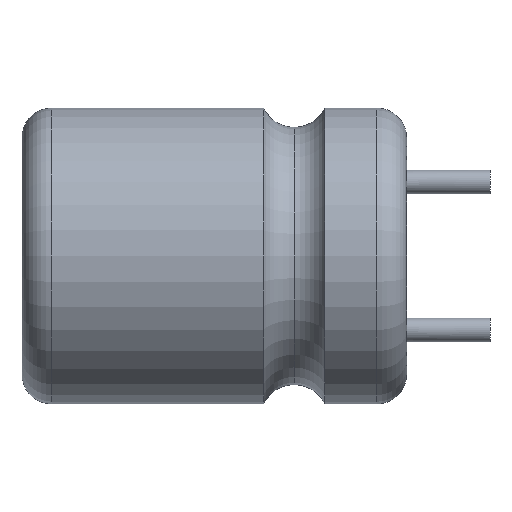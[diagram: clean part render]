
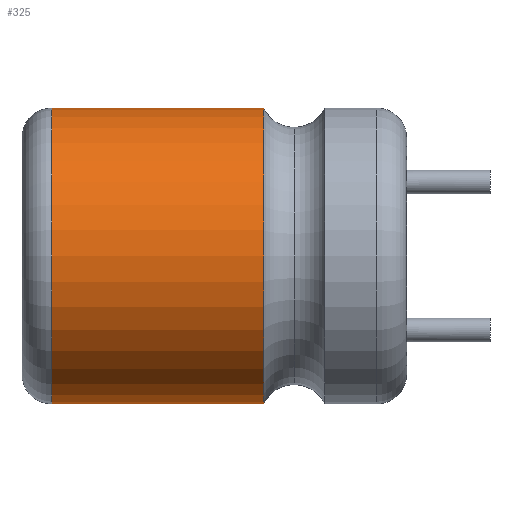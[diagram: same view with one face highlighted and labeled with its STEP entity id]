
A CAD part, left-side view. The second image highlights one B-rep face of the part: STEP entity #325.
In plain terms, the highlighted cylindrical face has radius 5 mm (diameter 10 mm), a partial arc.
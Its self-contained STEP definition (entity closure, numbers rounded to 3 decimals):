
#78 = VERTEX_POINT ( 'NONE', #835 ) ;
#131 = EDGE_CURVE ( 'NONE', #406, #134, #919, .T. ) ;
#134 = VERTEX_POINT ( 'NONE', #820 ) ;
#137 = VERTEX_POINT ( 'NONE', #927 ) ;
#139 = EDGE_CURVE ( 'NONE', #78, #137, #928, .T. ) ;
#323 = ORIENTED_EDGE ( 'NONE', *, *, #413, .T. ) ;
#325 = ADVANCED_FACE ( 'NONE', ( #1466 ), #1468, .T. ) ;
#406 = VERTEX_POINT ( 'NONE', #1515 ) ;
#413 = EDGE_CURVE ( 'NONE', #406, #78, #1316, .T. ) ;
#465 = EDGE_CURVE ( 'NONE', #134, #137, #1700, .T. ) ;
#469 = EDGE_LOOP ( 'NONE', ( #470, #323, #493, #497 ) ) ;
#470 = ORIENTED_EDGE ( 'NONE', *, *, #131, .F. ) ;
#493 = ORIENTED_EDGE ( 'NONE', *, *, #139, .T. ) ;
#497 = ORIENTED_EDGE ( 'NONE', *, *, #465, .F. ) ;
#820 = CARTESIAN_POINT ( 'NONE',  ( 0., 12., -5. ) ) ;
#821 = DIRECTION ( 'NONE',  ( 0., 1., 0. ) ) ;
#822 = VECTOR ( 'NONE', #821, 1000. ) ;
#835 = CARTESIAN_POINT ( 'NONE',  ( 0., 4.836, 5. ) ) ;
#918 = CARTESIAN_POINT ( 'NONE',  ( 0., 13.8, -5. ) ) ;
#919 = LINE ( 'NONE', #918, #822 ) ;
#927 = CARTESIAN_POINT ( 'NONE',  ( 0., 12., 5. ) ) ;
#928 = LINE ( 'NONE', #977, #976 ) ;
#975 = DIRECTION ( 'NONE',  ( 0., 1., 0. ) ) ;
#976 = VECTOR ( 'NONE', #975, 1000. ) ;
#977 = CARTESIAN_POINT ( 'NONE',  ( 0., 13.8, 5. ) ) ;
#1306 = DIRECTION ( 'NONE',  ( 0., 0., 1. ) ) ;
#1307 = DIRECTION ( 'NONE',  ( 0., 1., 0. ) ) ;
#1308 = CARTESIAN_POINT ( 'NONE',  ( 0., 4.836, 0. ) ) ;
#1316 = CIRCLE ( 'NONE', #1323, 5. ) ;
#1323 = AXIS2_PLACEMENT_3D ( 'NONE', #1308, #1307, #1306 ) ;
#1374 = AXIS2_PLACEMENT_3D ( 'NONE', #1439, #1438, #1467 ) ;
#1438 = DIRECTION ( 'NONE',  ( 0., 1., 0. ) ) ;
#1439 = CARTESIAN_POINT ( 'NONE',  ( 0., 13.8, 0. ) ) ;
#1466 = FACE_OUTER_BOUND ( 'NONE', #469, .T. ) ;
#1467 = DIRECTION ( 'NONE',  ( 0., 0., 1. ) ) ;
#1468 = CYLINDRICAL_SURFACE ( 'NONE', #1374, 5. ) ;
#1515 = CARTESIAN_POINT ( 'NONE',  ( 0., 4.836, -5. ) ) ;
#1692 = DIRECTION ( 'NONE',  ( 0., 0., 1. ) ) ;
#1693 = DIRECTION ( 'NONE',  ( 0., 1., 0. ) ) ;
#1694 = CARTESIAN_POINT ( 'NONE',  ( 0., 12., 0. ) ) ;
#1695 = AXIS2_PLACEMENT_3D ( 'NONE', #1694, #1693, #1692 ) ;
#1700 = CIRCLE ( 'NONE', #1695, 5. ) ;
